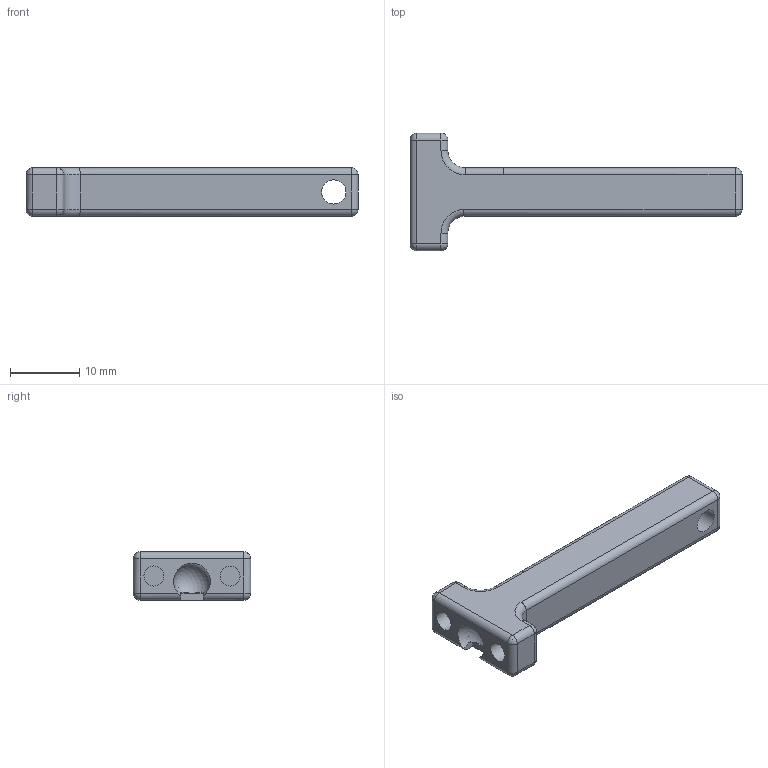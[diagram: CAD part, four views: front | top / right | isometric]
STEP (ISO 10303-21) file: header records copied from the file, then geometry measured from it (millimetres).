
FILE_DESCRIPTION(/* description */ (''),/* implementation_level */ '2;1');
FILE_NAME(/* name */ 'Control link.step',/* time_stamp */ '2025-03-30T12:10:34+02:00',/* author */ (''),/* organization */ (''),/* preprocessor_version */ 'ST-DEVELOPER v20.1',/* originating_system */ 'Autodesk Translation Framework v14.4.0.0',/* authorisation */ '');
FILE_SCHEMA (('AUTOMOTIVE_DESIGN { 1 0 10303 214 3 1 1 }'));
Length unit declared in the file: centimetre
Products named in the file (1): Control link
Bounding box: 48.02 x 17 x 7 mm (x, y, z)
Volume: 2531.2 mm3; surface area: 1700 mm2
Topology: 1 solids, 1 shells, 72 faces, 177 edges, 102 vertices
Faces by surface type: cylinder 30, plane 25, sphere 13, torus 4
Full cylindrical faces by diameter (mm): 2.9 x1, 2.902 x1, 3.496 x1
Entity records: 2122 total; most frequent: DIRECTION 401, CARTESIAN_POINT 378, ORIENTED_EDGE 340, EDGE_CURVE 170, AXIS2_PLACEMENT_3D 162, VERTEX_POINT 102, CIRCLE 89, LINE 77
